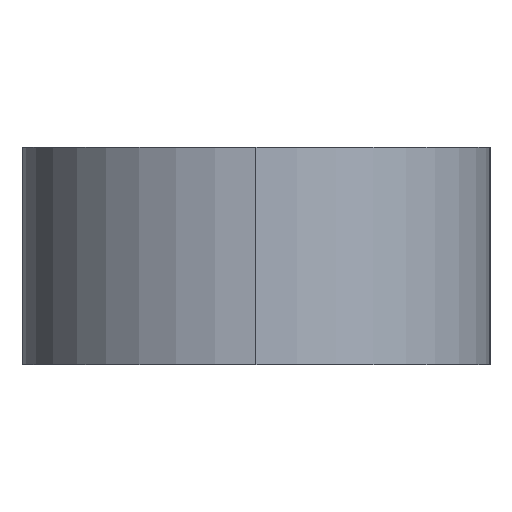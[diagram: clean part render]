
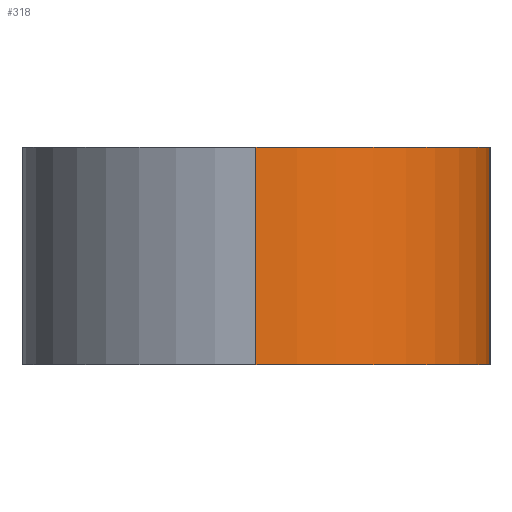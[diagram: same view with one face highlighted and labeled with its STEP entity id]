
A CAD part, left-side view. The second image highlights one B-rep face of the part: STEP entity #318.
In plain terms, the highlighted cylindrical face has radius 7 mm (diameter 14 mm), a partial arc.
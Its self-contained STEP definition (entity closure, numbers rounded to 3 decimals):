
#1 = VERTEX_POINT ( 'NONE', #118 ) ;
#6 = EDGE_CURVE ( 'NONE', #397, #12, #315, .T. ) ;
#12 = VERTEX_POINT ( 'NONE', #122 ) ;
#13 = AXIS2_PLACEMENT_3D ( 'NONE', #333, #177, #115 ) ;
#16 = CYLINDRICAL_SURFACE ( 'NONE', #13, 7. ) ;
#22 = DIRECTION ( 'NONE',  ( 0., 0., 1. ) ) ;
#33 = DIRECTION ( 'NONE',  ( 0., 0., -1. ) ) ;
#36 = DIRECTION ( 'NONE',  ( 1., 0., 0. ) ) ;
#47 = ORIENTED_EDGE ( 'NONE', *, *, #232, .T. ) ;
#93 = CARTESIAN_POINT ( 'NONE',  ( 0., -7., 6.5 ) ) ;
#103 = VERTEX_POINT ( 'NONE', #124 ) ;
#114 = CIRCLE ( 'NONE', #250, 7. ) ;
#115 = DIRECTION ( 'NONE',  ( -1., 0., 0. ) ) ;
#118 = CARTESIAN_POINT ( 'NONE',  ( -7., 0., 6.5 ) ) ;
#122 = CARTESIAN_POINT ( 'NONE',  ( 0., -7., 0. ) ) ;
#124 = CARTESIAN_POINT ( 'NONE',  ( -7., 0., 0. ) ) ;
#131 = EDGE_CURVE ( 'NONE', #1, #397, #161, .T. ) ;
#136 = EDGE_CURVE ( 'NONE', #1, #103, #321, .T. ) ;
#160 = CARTESIAN_POINT ( 'NONE',  ( 0., 0., 6.5 ) ) ;
#161 = CIRCLE ( 'NONE', #338, 7. ) ;
#164 = ORIENTED_EDGE ( 'NONE', *, *, #6, .F. ) ;
#168 = EDGE_LOOP ( 'NONE', ( #273, #191, #47, #164 ) ) ;
#177 = DIRECTION ( 'NONE',  ( 0., 0., -1. ) ) ;
#191 = ORIENTED_EDGE ( 'NONE', *, *, #136, .T. ) ;
#204 = CARTESIAN_POINT ( 'NONE',  ( 0., 0., 0. ) ) ;
#215 = CARTESIAN_POINT ( 'NONE',  ( 0., -7., 6.5 ) ) ;
#222 = DIRECTION ( 'NONE',  ( 0., 0., 1. ) ) ;
#223 = VECTOR ( 'NONE', #33, 1000. ) ;
#232 = EDGE_CURVE ( 'NONE', #103, #12, #114, .T. ) ;
#250 = AXIS2_PLACEMENT_3D ( 'NONE', #204, #22, #410 ) ;
#273 = ORIENTED_EDGE ( 'NONE', *, *, #131, .F. ) ;
#315 = LINE ( 'NONE', #93, #223 ) ;
#318 = ADVANCED_FACE ( 'NONE', ( #351 ), #16, .T. ) ;
#321 = LINE ( 'NONE', #345, #411 ) ;
#333 = CARTESIAN_POINT ( 'NONE',  ( 0., 0., 6.5 ) ) ;
#338 = AXIS2_PLACEMENT_3D ( 'NONE', #160, #222, #36 ) ;
#345 = CARTESIAN_POINT ( 'NONE',  ( -7., 0., 6.5 ) ) ;
#351 = FACE_OUTER_BOUND ( 'NONE', #168, .T. ) ;
#390 = DIRECTION ( 'NONE',  ( 0., 0., -1. ) ) ;
#397 = VERTEX_POINT ( 'NONE', #215 ) ;
#410 = DIRECTION ( 'NONE',  ( 1., 0., 0. ) ) ;
#411 = VECTOR ( 'NONE', #390, 1000. ) ;
